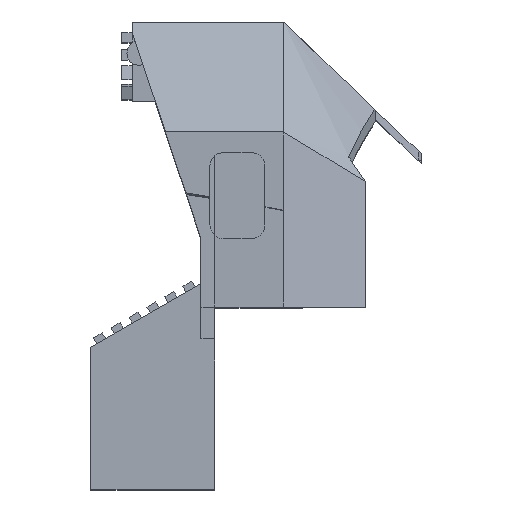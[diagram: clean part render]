
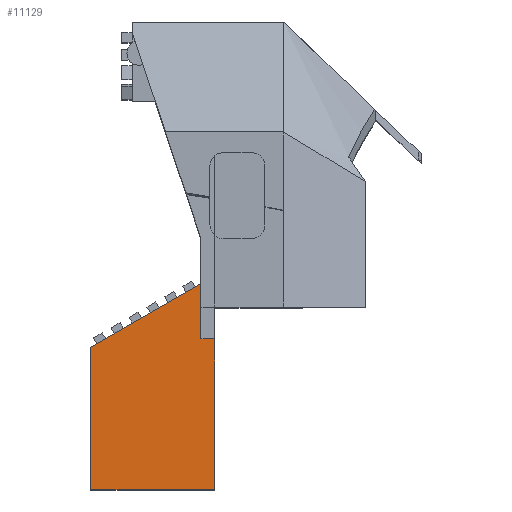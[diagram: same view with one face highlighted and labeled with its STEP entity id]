
A CAD part, top view. The second image highlights one B-rep face of the part: STEP entity #11129.
In plain terms, the highlighted planar face has unit normal (0, 0, 1).
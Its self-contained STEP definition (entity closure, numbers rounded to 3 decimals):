
#116 = VECTOR ( 'NONE', #1282, 1000. ) ;
#153 = ORIENTED_EDGE ( 'NONE', *, *, #3543, .F. ) ;
#321 = CARTESIAN_POINT ( 'NONE',  ( 908.969, 19.351, -566.151 ) ) ;
#323 = ORIENTED_EDGE ( 'NONE', *, *, #8875, .F. ) ;
#481 = EDGE_CURVE ( 'NONE', #10235, #10977, #3597, .T. ) ;
#790 = LINE ( 'NONE', #4244, #3661 ) ;
#1282 = DIRECTION ( 'NONE',  ( 1., 0., 0. ) ) ;
#2068 = VERTEX_POINT ( 'NONE', #9568 ) ;
#2183 = AXIS2_PLACEMENT_3D ( 'NONE', #10803, #6536, #9835 ) ;
#2219 = EDGE_CURVE ( 'NONE', #10235, #10319, #8201, .T. ) ;
#2532 = EDGE_LOOP ( 'NONE', ( #323, #9161, #7505, #7623, #153, #3796 ) ) ;
#2802 = DIRECTION ( 'NONE',  ( 0., -1., 0. ) ) ;
#2817 = VECTOR ( 'NONE', #10228, 1000. ) ;
#2856 = DIRECTION ( 'NONE',  ( 1., 0., 0. ) ) ;
#3176 = VECTOR ( 'NONE', #7232, 1000. ) ;
#3543 = EDGE_CURVE ( 'NONE', #2068, #3971, #790, .T. ) ;
#3597 = LINE ( 'NONE', #3654, #11162 ) ;
#3654 = CARTESIAN_POINT ( 'NONE',  ( 892.969, 45.105, -566.151 ) ) ;
#3661 = VECTOR ( 'NONE', #6856, 1000. ) ;
#3761 = PLANE ( 'NONE',  #2183 ) ;
#3796 = ORIENTED_EDGE ( 'NONE', *, *, #8426, .F. ) ;
#3803 = VERTEX_POINT ( 'NONE', #10094 ) ;
#3971 = VERTEX_POINT ( 'NONE', #5990 ) ;
#4244 = CARTESIAN_POINT ( 'NONE',  ( 910.969, 45.105, -566.151 ) ) ;
#4651 = CARTESIAN_POINT ( 'NONE',  ( 892.969, 10.114, -566.151 ) ) ;
#4678 = LINE ( 'NONE', #10023, #116 ) ;
#4845 = CARTESIAN_POINT ( 'NONE',  ( 892.969, -10.58, -566.151 ) ) ;
#5400 = LINE ( 'NONE', #7163, #9750 ) ;
#5712 = EDGE_CURVE ( 'NONE', #10977, #3971, #5400, .T. ) ;
#5990 = CARTESIAN_POINT ( 'NONE',  ( 910.969, -10.58, -566.151 ) ) ;
#6536 = DIRECTION ( 'NONE',  ( 0., 0., -1. ) ) ;
#6856 = DIRECTION ( 'NONE',  ( 0., -1., 0. ) ) ;
#7163 = CARTESIAN_POINT ( 'NONE',  ( 892.969, -10.58, -566.151 ) ) ;
#7232 = DIRECTION ( 'NONE',  ( 0.866, 0.5, 0. ) ) ;
#7505 = ORIENTED_EDGE ( 'NONE', *, *, #481, .T. ) ;
#7560 = CARTESIAN_POINT ( 'NONE',  ( 908.969, 0., -566.151 ) ) ;
#7623 = ORIENTED_EDGE ( 'NONE', *, *, #5712, .T. ) ;
#7666 = LINE ( 'NONE', #7560, #2817 ) ;
#8201 = LINE ( 'NONE', #321, #3176 ) ;
#8426 = EDGE_CURVE ( 'NONE', #3803, #2068, #4678, .T. ) ;
#8869 = FACE_OUTER_BOUND ( 'NONE', #2532, .T. ) ;
#8875 = EDGE_CURVE ( 'NONE', #10319, #3803, #7666, .T. ) ;
#9161 = ORIENTED_EDGE ( 'NONE', *, *, #2219, .F. ) ;
#9568 = CARTESIAN_POINT ( 'NONE',  ( 910.969, 11.351, -566.151 ) ) ;
#9750 = VECTOR ( 'NONE', #2856, 1000. ) ;
#9835 = DIRECTION ( 'NONE',  ( -1., 0., 0. ) ) ;
#10023 = CARTESIAN_POINT ( 'NONE',  ( 0., 11.351, -566.151 ) ) ;
#10094 = CARTESIAN_POINT ( 'NONE',  ( 908.969, 11.351, -566.151 ) ) ;
#10228 = DIRECTION ( 'NONE',  ( 0., -1., 0. ) ) ;
#10235 = VERTEX_POINT ( 'NONE', #4651 ) ;
#10319 = VERTEX_POINT ( 'NONE', #11023 ) ;
#10803 = CARTESIAN_POINT ( 'NONE',  ( 892.969, 45.105, -566.151 ) ) ;
#10977 = VERTEX_POINT ( 'NONE', #4845 ) ;
#11023 = CARTESIAN_POINT ( 'NONE',  ( 908.969, 19.351, -566.151 ) ) ;
#11129 = ADVANCED_FACE ( 'NONE', ( #8869 ), #3761, .F. ) ;
#11162 = VECTOR ( 'NONE', #2802, 1000. ) ;
